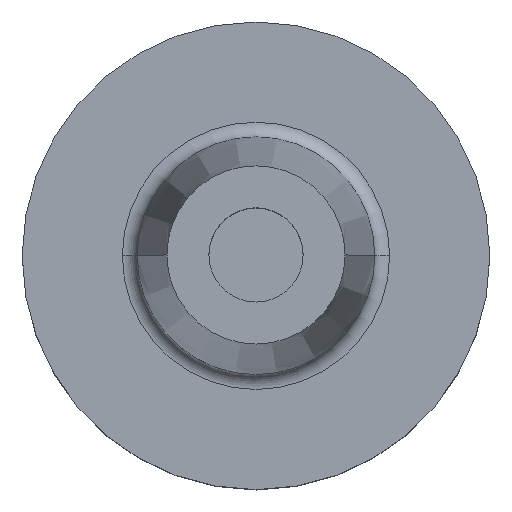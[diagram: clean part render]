
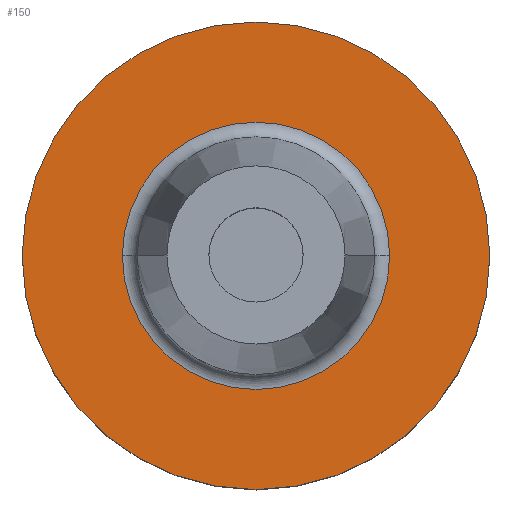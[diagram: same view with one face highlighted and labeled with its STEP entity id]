
A CAD part, top view. The second image highlights one B-rep face of the part: STEP entity #150.
In plain terms, the highlighted planar face has unit normal (0, 0, 1).
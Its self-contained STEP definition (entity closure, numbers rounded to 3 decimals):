
#3 = AXIS2_PLACEMENT_3D ( 'NONE', #1330, #1106, #316 ) ;
#6 = DIRECTION ( 'NONE',  ( 0., 1., 0. ) ) ;
#14 = VERTEX_POINT ( 'NONE', #753 ) ;
#40 = ORIENTED_EDGE ( 'NONE', *, *, #1096, .F. ) ;
#104 = CARTESIAN_POINT ( 'NONE',  ( 0., 0., 26. ) ) ;
#150 = ADVANCED_FACE ( 'NONE', ( #155, #1275 ), #1428, .T. ) ;
#155 = FACE_BOUND ( 'NONE', #186, .T. ) ;
#169 = AXIS2_PLACEMENT_3D ( 'NONE', #689, #1413, #1118 ) ;
#179 = DIRECTION ( 'NONE',  ( 0., 0., -1. ) ) ;
#186 = EDGE_LOOP ( 'NONE', ( #565, #40 ) ) ;
#219 = VERTEX_POINT ( 'NONE', #1128 ) ;
#252 = CARTESIAN_POINT ( 'NONE',  ( 0., 0., 26. ) ) ;
#286 = AXIS2_PLACEMENT_3D ( 'NONE', #252, #1338, #608 ) ;
#316 = DIRECTION ( 'NONE',  ( -1., 0., 0. ) ) ;
#560 = AXIS2_PLACEMENT_3D ( 'NONE', #104, #1427, #1430 ) ;
#565 = ORIENTED_EDGE ( 'NONE', *, *, #619, .F. ) ;
#608 = DIRECTION ( 'NONE',  ( 0., -1., 0. ) ) ;
#619 = EDGE_CURVE ( 'NONE', #654, #14, #1353, .T. ) ;
#654 = VERTEX_POINT ( 'NONE', #1154 ) ;
#689 = CARTESIAN_POINT ( 'NONE',  ( 0., 0., 26. ) ) ;
#727 = ORIENTED_EDGE ( 'NONE', *, *, #1124, .F. ) ;
#753 = CARTESIAN_POINT ( 'NONE',  ( 18., 0., 26. ) ) ;
#843 = VERTEX_POINT ( 'NONE', #1065 ) ;
#910 = ORIENTED_EDGE ( 'NONE', *, *, #1002, .F. ) ;
#1002 = EDGE_CURVE ( 'NONE', #843, #219, #1402, .T. ) ;
#1033 = AXIS2_PLACEMENT_3D ( 'NONE', #1078, #179, #6 ) ;
#1053 = EDGE_LOOP ( 'NONE', ( #910, #727 ) ) ;
#1065 = CARTESIAN_POINT ( 'NONE',  ( 0., 31.5, 26. ) ) ;
#1078 = CARTESIAN_POINT ( 'NONE',  ( 0., 0., 26. ) ) ;
#1096 = EDGE_CURVE ( 'NONE', #14, #654, #1443, .T. ) ;
#1106 = DIRECTION ( 'NONE',  ( 0., 0., 1. ) ) ;
#1118 = DIRECTION ( 'NONE',  ( -1., 0., 0. ) ) ;
#1124 = EDGE_CURVE ( 'NONE', #219, #843, #1133, .T. ) ;
#1128 = CARTESIAN_POINT ( 'NONE',  ( 0., -31.5, 26. ) ) ;
#1133 = CIRCLE ( 'NONE', #560, 31.5 ) ;
#1154 = CARTESIAN_POINT ( 'NONE',  ( -18., 0., 26. ) ) ;
#1275 = FACE_OUTER_BOUND ( 'NONE', #1053, .T. ) ;
#1330 = CARTESIAN_POINT ( 'NONE',  ( 0., 0., 26. ) ) ;
#1338 = DIRECTION ( 'NONE',  ( 0., 0., 1. ) ) ;
#1353 = CIRCLE ( 'NONE', #3, 18. ) ;
#1402 = CIRCLE ( 'NONE', #1033, 31.5 ) ;
#1413 = DIRECTION ( 'NONE',  ( 0., 0., 1. ) ) ;
#1427 = DIRECTION ( 'NONE',  ( 0., 0., -1. ) ) ;
#1428 = PLANE ( 'NONE',  #286 ) ;
#1430 = DIRECTION ( 'NONE',  ( 0., 1., 0. ) ) ;
#1443 = CIRCLE ( 'NONE', #169, 18. ) ;
